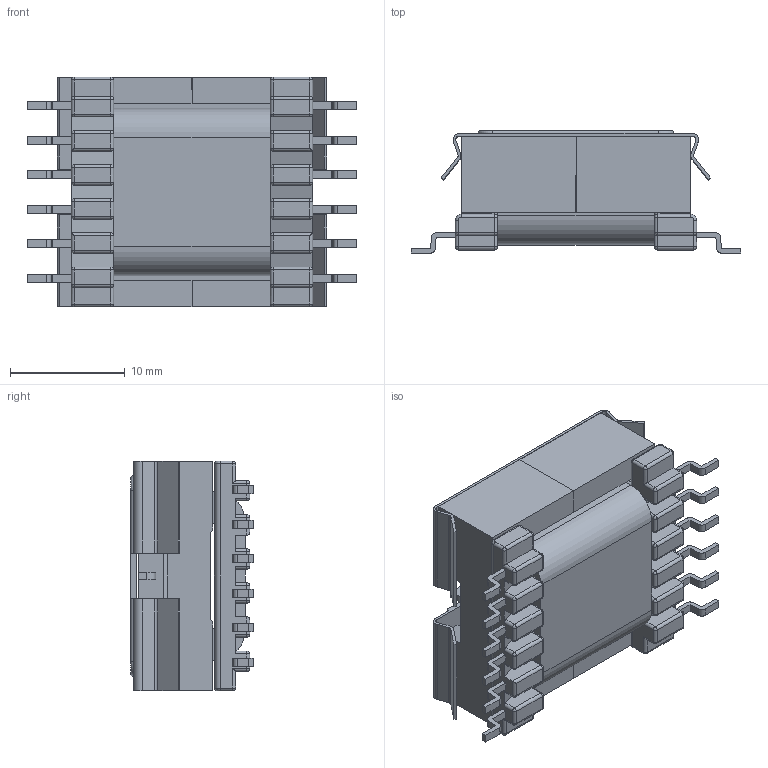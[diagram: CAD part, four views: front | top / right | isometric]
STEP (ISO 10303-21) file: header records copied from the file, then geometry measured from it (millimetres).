
FILE_DESCRIPTION (( 'STEP AP214' ), '1' );
FILE_NAME ('EFD20_5899_0169.STEP', '2021-12-07T20:43:37', ( '' ), ( '' ), 'SwSTEP 2.0', 'SolidWorks 2017', '' );
FILE_SCHEMA (( 'AUTOMOTIVE_DESIGN' ));
Length unit declared in the file: millimetre
Products named in the file (5): 070-5899_6A; EFD20_5899_0169; 150-2124_6B; 139-0169_6B; 070-5899_coil
Assembly tree (5 placements, depth 2):
  EFD20_5899_0169
    070-5899_6A
    070-5899_coil
    150-2124_6B  x2
    139-0169_6B
Bounding box: 28.65 x 10.67 x 20 mm (x, y, z)
Volume: 3364.9 mm3; surface area: 5659 mm2
Topology: 5 solids, 5 shells, 555 faces, 1439 edges, 850 vertices
Faces by surface type: plane 286, cylinder 201, sphere 56, torus 12
Entity records: 17289 total; most frequent: CARTESIAN_POINT 2810, DIRECTION 2685, ORIENTED_EDGE 2626, EDGE_CURVE 1313, VECTOR 911, LINE 911, AXIS2_PLACEMENT_3D 887, VERTEX_POINT 804
